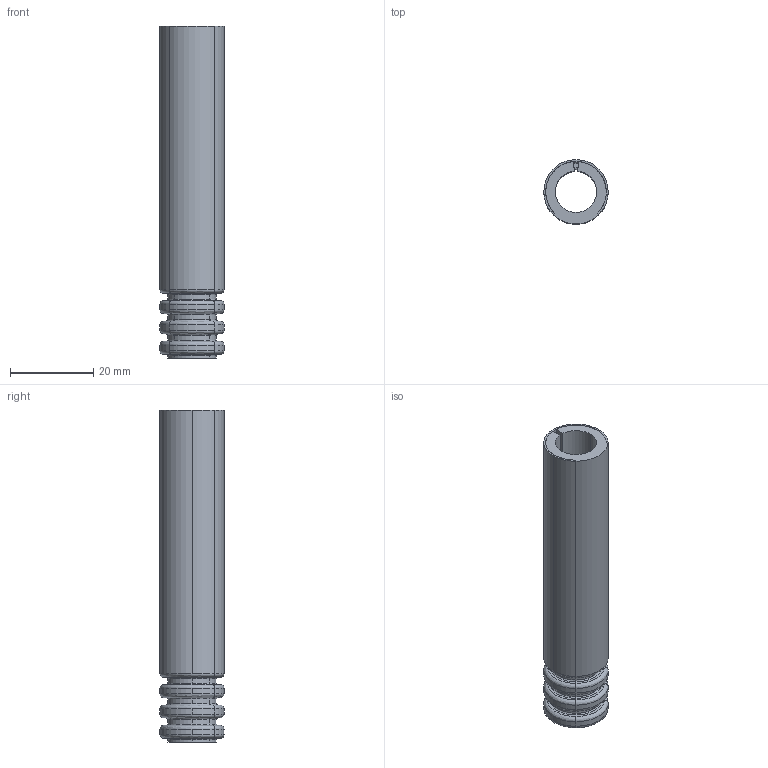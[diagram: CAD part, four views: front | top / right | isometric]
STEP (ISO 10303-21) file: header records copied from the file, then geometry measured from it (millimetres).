
FILE_DESCRIPTION (( 'STEP AP203' ), '1' );
FILE_NAME ('831006.step', '2023-09-05T15:53:34', ( '' ), ( '' ), 'SwSTEP 2.0', 'SolidWorks 2021', '' );
FILE_SCHEMA (( 'CONFIG_CONTROL_DESIGN' ));
Length unit declared in the file: inch
Products named in the file (1): 831006
Bounding box: 15.5 x 15.47 x 80 mm (x, y, z)
Volume: 7692.8 mm3; surface area: 13564.4 mm2
Topology: 2 solids, 2 shells, 339 faces, 1005 edges, 670 vertices
Faces by surface type: bspline 132, cylinder 107, cone 90, plane 10
Entity records: 14100 total; most frequent: CARTESIAN_POINT 5279, ORIENTED_EDGE 2010, DIRECTION 1781, EDGE_CURVE 1005, AXIS2_PLACEMENT_3D 740, VERTEX_POINT 670, CIRCLE 532, ADVANCED_FACE 339
